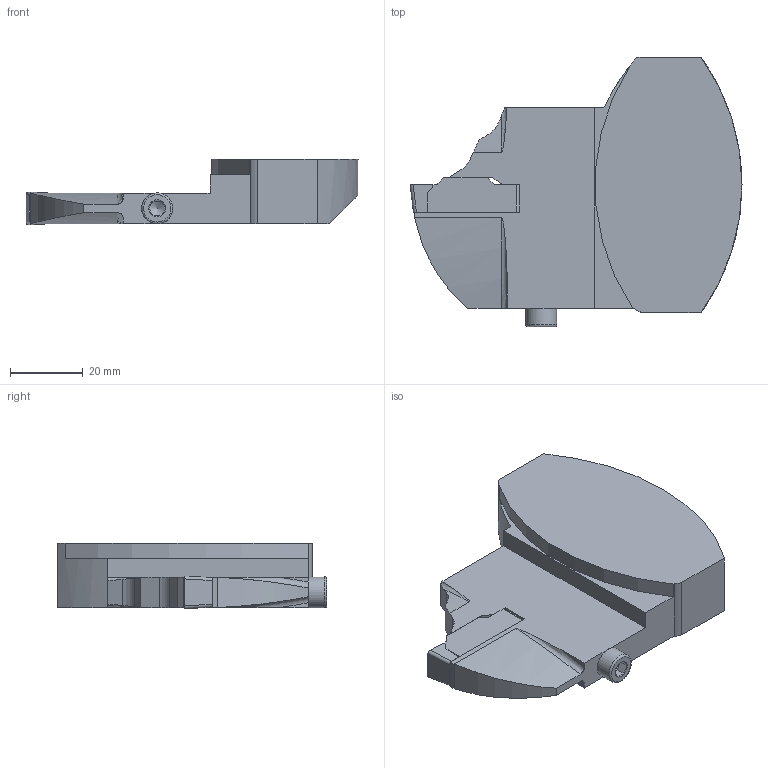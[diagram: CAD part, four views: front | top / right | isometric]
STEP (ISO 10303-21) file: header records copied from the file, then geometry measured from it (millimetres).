
FILE_DESCRIPTION(/* description */ (''),/* implementation_level */ '2;1');
FILE_NAME(/* name */ '1567064694196.stp',/* time_stamp */ '2019-08-29T13:15:04+06:00',/* author */ (''),/* organization */ ('SMS'),/* preprocessor_version */ 'ST-DEVELOPER v15',/* originating_system */ 'SIEMENS PLM Software NX 8.5',/* authorisation */ '');
FILE_SCHEMA (('AUTOMOTIVE_DESIGN { 1 0 10303 214 3 1 1 1 }'));
Length unit declared in the file: millimetre
Products named in the file (4): ASSEMBLY_CONSTRUCTION; 202498405mod000_00; 201714081mod000_00; 201714080mod000_00
Assembly tree (3 placements, depth 2):
  201714080mod000_00
    201714081mod000_00
    202498405mod000_00
    ASSEMBLY_CONSTRUCTION
Bounding box: 91.1 x 73.9 x 18 mm (x, y, z)
Volume: 58854.6 mm3; surface area: 14861 mm2
Topology: 2 solids, 3 shells, 84 faces, 221 edges, 152 vertices
Faces by surface type: plane 44, cylinder 19, bspline 8, cone 8, torus 5
Full cylindrical faces by diameter (mm): 8.5 x1, 11.8 x1
Entity records: 3067 total; most frequent: CARTESIAN_POINT 925, ORIENTED_EDGE 420, DIRECTION 388, EDGE_CURVE 210, AXIS2_PLACEMENT_3D 140, VERTEX_POINT 138, LINE 108, VECTOR 108
